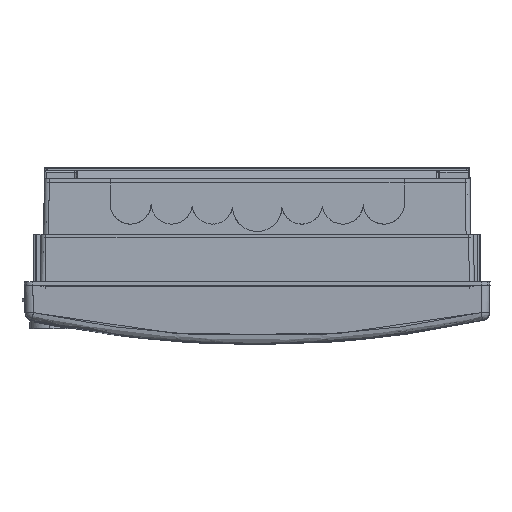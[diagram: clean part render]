
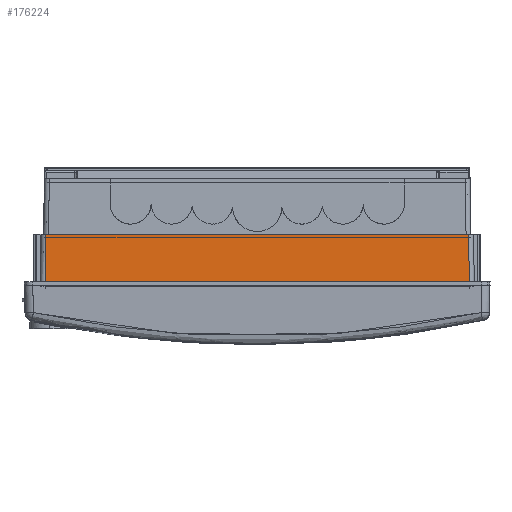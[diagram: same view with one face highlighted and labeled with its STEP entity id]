
A CAD part, front view. The second image highlights one B-rep face of the part: STEP entity #176224.
In plain terms, the highlighted face is planar.
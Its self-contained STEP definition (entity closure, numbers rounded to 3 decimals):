
#115761=DIRECTION('',(1.,0.,0.));
#115762=VECTOR('',#115761,256.896);
#115763=CARTESIAN_POINT('',(-128.448,38.8,-389.048));
#115764=LINE('',#115763,#115762);
#115788=CARTESIAN_POINT('',(-128.448,38.8,-389.048));
#140978=DIRECTION('',(-1.,0.,0.));
#140979=VECTOR('',#140978,258.006);
#140980=CARTESIAN_POINT('',(129.003,70.6,-389.603));
#140981=LINE('',#140980,#140979);
#141005=CARTESIAN_POINT('',(129.003,70.6,-389.603));
#141052=DIRECTION('',(-0.017,1.,-0.017));
#141053=VECTOR('',#141052,31.81);
#141054=CARTESIAN_POINT('',(-128.448,38.8,-389.048));
#141055=LINE('',#141054,#141053);
#141059=DIRECTION('',(-0.017,-1.,0.017));
#141060=VECTOR('',#141059,31.81);
#141061=CARTESIAN_POINT('',(129.003,70.6,-389.603));
#141062=LINE('',#141061,#141060);
#147296=VERTEX_POINT('',#141005);
#147391=CARTESIAN_POINT('',(128.448,38.8,-389.048));
#147392=VERTEX_POINT('',#147391);
#148236=CARTESIAN_POINT('',(-129.003,70.6,-389.603));
#148237=VERTEX_POINT('',#148236);
#149889=VERTEX_POINT('',#115788);
#176212=CARTESIAN_POINT('',(141.5,67.6,-389.551));
#176213=DIRECTION('',(0.,-0.017,-1.));
#176214=DIRECTION('',(0.,1.,-0.017));
#176215=AXIS2_PLACEMENT_3D('',#176212,#176213,#176214);
#176216=PLANE('',#176215);
#176217=ORIENTED_EDGE('',*,*,#175974,.F.);
#176218=ORIENTED_EDGE('',*,*,#158801,.T.);
#176220=ORIENTED_EDGE('',*,*,#176219,.F.);
#176221=ORIENTED_EDGE('',*,*,#176004,.T.);
#176222=EDGE_LOOP('',(#176217,#176218,#176220,#176221));
#176223=FACE_OUTER_BOUND('',#176222,.F.);
#158801=EDGE_CURVE('',#149889,#147392,#115764,.T.);
#175974=EDGE_CURVE('',#149889,#148237,#141055,.T.);
#176004=EDGE_CURVE('',#147296,#148237,#140981,.T.);
#176219=EDGE_CURVE('',#147296,#147392,#141062,.T.);
#176224=ADVANCED_FACE('',(#176223),#176216,.T.);
